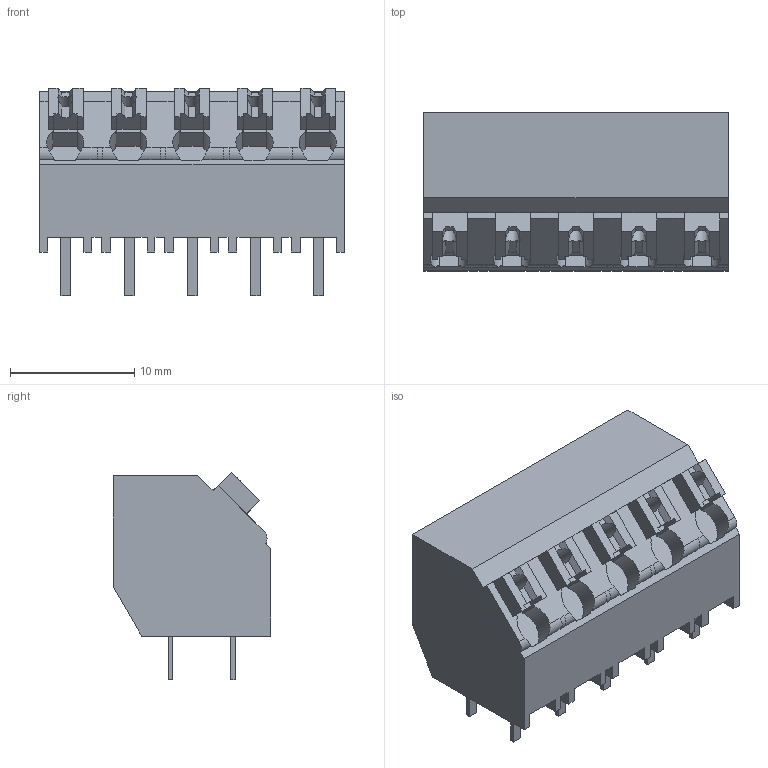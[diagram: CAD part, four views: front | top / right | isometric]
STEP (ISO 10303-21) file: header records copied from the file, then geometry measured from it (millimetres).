
FILE_DESCRIPTION(('CATIA V5 STEP Exchange','CAx-IF Rec.Pracs.--- Model Styling and Organization---1.2---2011-12-15'),'2;1');
FILE_NAME ('D1458648_0_1888830000_1888830000.stp','2018-03-20T13:41:37+00:00',('none'),('Weidmueller'),'CATIA Version 5-6 Release 2014','CATIA V5 STEP AP214','none');
FILE_SCHEMA(('AUTOMOTIVE_DESIGN { 1 0 10303 214 1 1 1 1 }'));
Length unit declared in the file: millimetre
Products named in the file (1): 1888830000 
Bounding box: 24.52 x 12.7 x 16.66 mm (x, y, z)
Volume: 2842.2 mm3; surface area: 2842.6 mm2
Topology: 16 solids, 16 shells, 367 faces, 1044 edges, 713 vertices
Faces by surface type: plane 334, cylinder 33
Entity records: 11072 total; most frequent: CARTESIAN_POINT 2150, ORIENTED_EDGE 2088, DIRECTION 1408, EDGE_CURVE 1044, VECTOR 935, LINE 935, VERTEX_POINT 713, EDGE_LOOP 381
